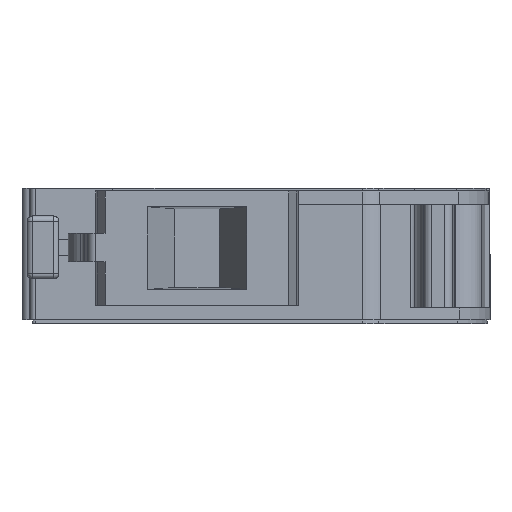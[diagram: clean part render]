
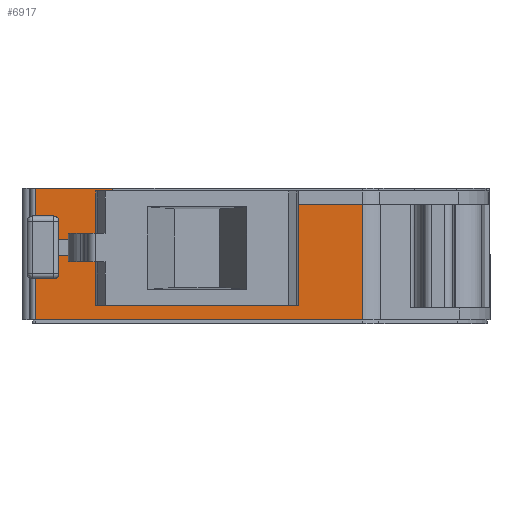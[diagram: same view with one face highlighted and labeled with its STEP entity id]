
A CAD part, front view. The second image highlights one B-rep face of the part: STEP entity #6917.
In plain terms, the highlighted planar face has unit normal (0, -1, 0).
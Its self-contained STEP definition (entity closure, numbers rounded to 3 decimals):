
#90 = VERTEX_POINT ( 'NONE', #949 ) ;
#261 = VECTOR ( 'NONE', #8786, 1000. ) ;
#468 = EDGE_CURVE ( 'NONE', #9195, #1404, #8709, .T. ) ;
#474 = DIRECTION ( 'NONE',  ( -1., 0., 0. ) ) ;
#645 = EDGE_CURVE ( 'NONE', #3195, #5218, #2678, .T. ) ;
#704 = VECTOR ( 'NONE', #7499, 1000. ) ;
#825 = VERTEX_POINT ( 'NONE', #8936 ) ;
#949 = CARTESIAN_POINT ( 'NONE',  ( -12.904, 7.79, 1.556 ) ) ;
#969 = CARTESIAN_POINT ( 'NONE',  ( -24.759, 7.79, 0.606 ) ) ;
#1038 = CARTESIAN_POINT ( 'NONE',  ( -24.759, 7.79, 0.606 ) ) ;
#1069 = ORIENTED_EDGE ( 'NONE', *, *, #8702, .F. ) ;
#1109 = LINE ( 'NONE', #3438, #2559 ) ;
#1404 = VERTEX_POINT ( 'NONE', #2253 ) ;
#1436 = VERTEX_POINT ( 'NONE', #3975 ) ;
#1534 = VERTEX_POINT ( 'NONE', #1948 ) ;
#1691 = CARTESIAN_POINT ( 'NONE',  ( -25.359, 7.79, -0.794 ) ) ;
#1730 = CARTESIAN_POINT ( 'NONE',  ( -25.359, 7.79, -0.794 ) ) ;
#1735 = EDGE_CURVE ( 'NONE', #1436, #1534, #5648, .T. ) ;
#1948 = CARTESIAN_POINT ( 'NONE',  ( -15.346, 7.79, -2.294 ) ) ;
#2017 = CARTESIAN_POINT ( 'NONE',  ( -22.396, 7.79, 2.056 ) ) ;
#2118 = VECTOR ( 'NONE', #3862, 1000. ) ;
#2174 = EDGE_CURVE ( 'NONE', #825, #3195, #5306, .T. ) ;
#2241 = EDGE_CURVE ( 'NONE', #4754, #5567, #6639, .T. ) ;
#2253 = CARTESIAN_POINT ( 'NONE',  ( -24.759, 7.79, 0.606 ) ) ;
#2260 = LINE ( 'NONE', #7389, #7879 ) ;
#2265 = EDGE_CURVE ( 'NONE', #825, #9195, #6981, .T. ) ;
#2370 = ORIENTED_EDGE ( 'NONE', *, *, #3659, .T. ) ;
#2433 = VERTEX_POINT ( 'NONE', #7564 ) ;
#2559 = VECTOR ( 'NONE', #2729, 1000. ) ;
#2580 = LINE ( 'NONE', #4472, #4819 ) ;
#2657 = CARTESIAN_POINT ( 'NONE',  ( -15.346, 7.79, 1.556 ) ) ;
#2678 = LINE ( 'NONE', #6246, #4700 ) ;
#2703 = DIRECTION ( 'NONE',  ( 1., 0., 0. ) ) ;
#2729 = DIRECTION ( 'NONE',  ( 0., 0., 1. ) ) ;
#2811 = DIRECTION ( 'NONE',  ( 0., 0., 1. ) ) ;
#2862 = ORIENTED_EDGE ( 'NONE', *, *, #2265, .T. ) ;
#2886 = ORIENTED_EDGE ( 'NONE', *, *, #645, .F. ) ;
#2950 = PLANE ( 'NONE',  #3995 ) ;
#3069 = VERTEX_POINT ( 'NONE', #4408 ) ;
#3195 = VERTEX_POINT ( 'NONE', #6831 ) ;
#3399 = VERTEX_POINT ( 'NONE', #5555 ) ;
#3421 = CARTESIAN_POINT ( 'NONE',  ( -24.759, 7.79, -0.794 ) ) ;
#3438 = CARTESIAN_POINT ( 'NONE',  ( -15.346, 7.79, -6.794 ) ) ;
#3509 = EDGE_CURVE ( 'NONE', #5915, #90, #2580, .T. ) ;
#3659 = EDGE_CURVE ( 'NONE', #1404, #4754, #4026, .T. ) ;
#3862 = DIRECTION ( 'NONE',  ( 0., 0., -1. ) ) ;
#3944 = ORIENTED_EDGE ( 'NONE', *, *, #2241, .T. ) ;
#3963 = DIRECTION ( 'NONE',  ( 1., 0., 0. ) ) ;
#3966 = ORIENTED_EDGE ( 'NONE', *, *, #6346, .F. ) ;
#3975 = CARTESIAN_POINT ( 'NONE',  ( -23.046, 7.79, -2.294 ) ) ;
#3995 = AXIS2_PLACEMENT_3D ( 'NONE', #7216, #8634, #7283 ) ;
#4026 = LINE ( 'NONE', #969, #2118 ) ;
#4228 = CARTESIAN_POINT ( 'NONE',  ( -15.396, 7.79, 2.056 ) ) ;
#4295 = DIRECTION ( 'NONE',  ( 1., 0., 0. ) ) ;
#4296 = ORIENTED_EDGE ( 'NONE', *, *, #9066, .T. ) ;
#4408 = CARTESIAN_POINT ( 'NONE',  ( -12.904, 7.79, -2.844 ) ) ;
#4472 = CARTESIAN_POINT ( 'NONE',  ( -22.496, 7.79, 1.556 ) ) ;
#4513 = CARTESIAN_POINT ( 'NONE',  ( -23.046, 7.79, -6.794 ) ) ;
#4700 = VECTOR ( 'NONE', #9107, 1000. ) ;
#4754 = VERTEX_POINT ( 'NONE', #3421 ) ;
#4819 = VECTOR ( 'NONE', #8617, 1000. ) ;
#4820 = LINE ( 'NONE', #4513, #7740 ) ;
#4824 = VECTOR ( 'NONE', #3963, 1000. ) ;
#4893 = ORIENTED_EDGE ( 'NONE', *, *, #468, .T. ) ;
#5218 = VERTEX_POINT ( 'NONE', #2017 ) ;
#5306 = LINE ( 'NONE', #6616, #261 ) ;
#5370 = CARTESIAN_POINT ( 'NONE',  ( -25.359, 7.79, 2.156 ) ) ;
#5555 = CARTESIAN_POINT ( 'NONE',  ( -25.359, 7.79, -2.844 ) ) ;
#5567 = VERTEX_POINT ( 'NONE', #1691 ) ;
#5648 = LINE ( 'NONE', #7120, #7557 ) ;
#5878 = CARTESIAN_POINT ( 'NONE',  ( -12.904, 7.79, 2.156 ) ) ;
#5911 = DIRECTION ( 'NONE',  ( 0., 0., -1. ) ) ;
#5915 = VERTEX_POINT ( 'NONE', #2657 ) ;
#6102 = DIRECTION ( 'NONE',  ( -1., 0., 0. ) ) ;
#6163 = VECTOR ( 'NONE', #2703, 1000. ) ;
#6246 = CARTESIAN_POINT ( 'NONE',  ( -22.396, 7.79, 2.156 ) ) ;
#6251 = ORIENTED_EDGE ( 'NONE', *, *, #2174, .F. ) ;
#6254 = ORIENTED_EDGE ( 'NONE', *, *, #1735, .F. ) ;
#6308 = VECTOR ( 'NONE', #6102, 1000. ) ;
#6346 = EDGE_CURVE ( 'NONE', #90, #3069, #8074, .T. ) ;
#6616 = CARTESIAN_POINT ( 'NONE',  ( -12.904, 7.79, 2.156 ) ) ;
#6622 = VECTOR ( 'NONE', #474, 1000. ) ;
#6639 = LINE ( 'NONE', #1730, #6308 ) ;
#6688 = EDGE_CURVE ( 'NONE', #1534, #5915, #1109, .T. ) ;
#6694 = EDGE_CURVE ( 'NONE', #2433, #5218, #8058, .T. ) ;
#6831 = CARTESIAN_POINT ( 'NONE',  ( -22.396, 7.79, 2.156 ) ) ;
#6917 = ADVANCED_FACE ( 'NONE', ( #7144 ), #2950, .F. ) ;
#6946 = VECTOR ( 'NONE', #5911, 1000. ) ;
#6981 = LINE ( 'NONE', #5370, #704 ) ;
#7120 = CARTESIAN_POINT ( 'NONE',  ( -15.396, 7.79, -2.294 ) ) ;
#7144 = FACE_OUTER_BOUND ( 'NONE', #7771, .T. ) ;
#7216 = CARTESIAN_POINT ( 'NONE',  ( -12.904, 7.79, 2.156 ) ) ;
#7283 = DIRECTION ( 'NONE',  ( -1., 0., 0. ) ) ;
#7389 = CARTESIAN_POINT ( 'NONE',  ( -25.359, 7.79, 2.156 ) ) ;
#7452 = DIRECTION ( 'NONE',  ( 0., 0., -1. ) ) ;
#7454 = ORIENTED_EDGE ( 'NONE', *, *, #3509, .F. ) ;
#7499 = DIRECTION ( 'NONE',  ( 0., 0., -1. ) ) ;
#7557 = VECTOR ( 'NONE', #4295, 1000. ) ;
#7564 = CARTESIAN_POINT ( 'NONE',  ( -23.046, 7.79, 2.056 ) ) ;
#7740 = VECTOR ( 'NONE', #2811, 1000. ) ;
#7771 = EDGE_LOOP ( 'NONE', ( #7454, #8468, #6254, #4296, #8463, #2886, #6251, #2862, #4893, #2370, #3944, #8880, #1069, #3966 ) ) ;
#7879 = VECTOR ( 'NONE', #7452, 1000. ) ;
#7910 = EDGE_CURVE ( 'NONE', #5567, #3399, #2260, .T. ) ;
#7989 = CARTESIAN_POINT ( 'NONE',  ( -25.359, 7.79, 0.606 ) ) ;
#8058 = LINE ( 'NONE', #4228, #6163 ) ;
#8074 = LINE ( 'NONE', #5878, #6946 ) ;
#8385 = CARTESIAN_POINT ( 'NONE',  ( -12.904, 7.79, -2.844 ) ) ;
#8463 = ORIENTED_EDGE ( 'NONE', *, *, #6694, .T. ) ;
#8468 = ORIENTED_EDGE ( 'NONE', *, *, #6688, .F. ) ;
#8520 = LINE ( 'NONE', #8385, #6622 ) ;
#8617 = DIRECTION ( 'NONE',  ( 1., 0., 0. ) ) ;
#8634 = DIRECTION ( 'NONE',  ( 0., 1., 0. ) ) ;
#8702 = EDGE_CURVE ( 'NONE', #3069, #3399, #8520, .T. ) ;
#8709 = LINE ( 'NONE', #1038, #4824 ) ;
#8786 = DIRECTION ( 'NONE',  ( 1., 0., 0. ) ) ;
#8880 = ORIENTED_EDGE ( 'NONE', *, *, #7910, .T. ) ;
#8936 = CARTESIAN_POINT ( 'NONE',  ( -25.359, 7.79, 2.156 ) ) ;
#9066 = EDGE_CURVE ( 'NONE', #1436, #2433, #4820, .T. ) ;
#9107 = DIRECTION ( 'NONE',  ( 0., 0., -1. ) ) ;
#9195 = VERTEX_POINT ( 'NONE', #7989 ) ;
